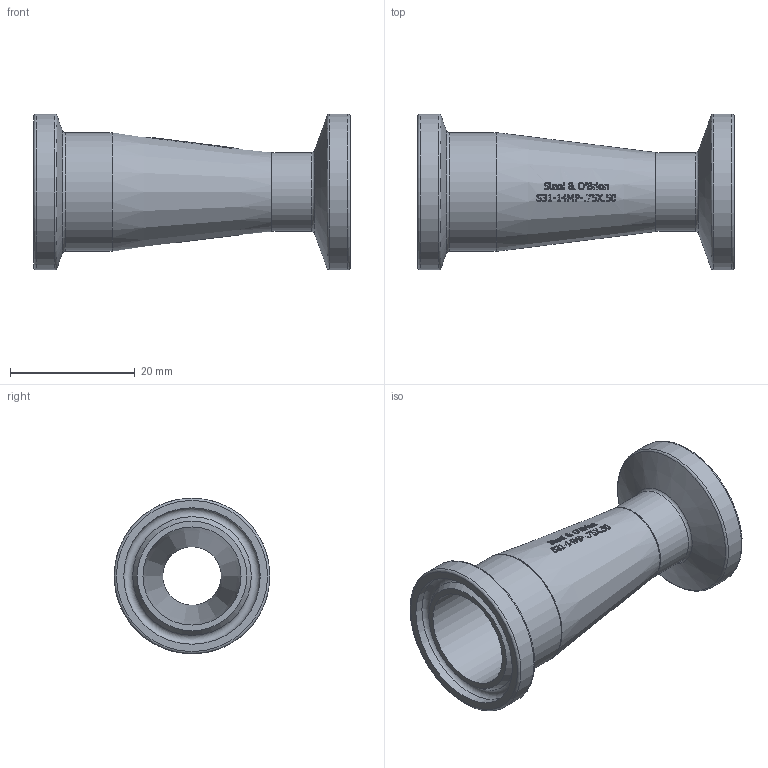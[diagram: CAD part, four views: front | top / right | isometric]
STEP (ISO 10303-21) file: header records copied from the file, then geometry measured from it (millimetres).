
FILE_DESCRIPTION(/* description */ (''),/* implementation_level */ '2;1');
FILE_NAME(/* name */ 'S31-14MP-.75X.50.stp',/* time_stamp */ '2018-11-28T09:00:08-05:00',/* author */ ('rick'),/* organization */ (''),/* preprocessor_version */ 'ST-DEVELOPER v15.2',/* originating_system */ 'Autodesk Inventor 2014',/* authorisation */ '');
FILE_SCHEMA (('AUTOMOTIVE_DESIGN { 1 0 10303 214 3 1 1 }'));
Length unit declared in the file: inch
Products named in the file (1): S31-14MP-.75X.50
Bounding box: 50.8 x 24.99 x 24.99 mm (x, y, z)
Volume: 5623.9 mm3; surface area: 6204.4 mm2
Topology: 1 solids, 1 shells, 473 faces, 1254 edges, 830 vertices
Faces by surface type: plane 204, bspline 202, cone 47, torus 12, cylinder 8
Full cylindrical faces by diameter (mm): 9.398 x1, 12.7 x1, 15.748 x1, 19.05 x1, 21.895 x2, 24.994 x2
Entity records: 18264 total; most frequent: CARTESIAN_POINT 7679, ORIENTED_EDGE 2456, DIRECTION 1610, EDGE_CURVE 1228, VERTEX_POINT 830, LINE 582, VECTOR 582, EDGE_LOOP 548
